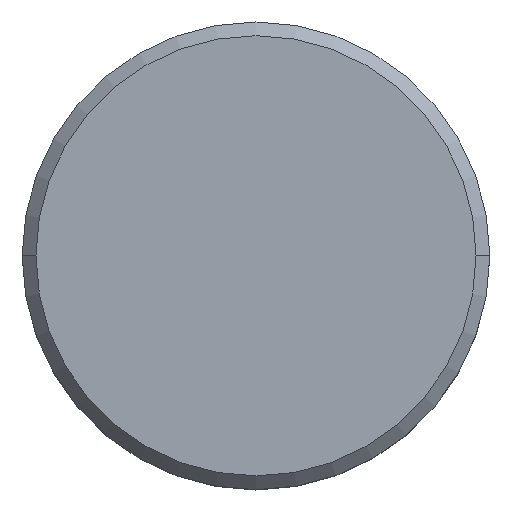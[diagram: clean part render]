
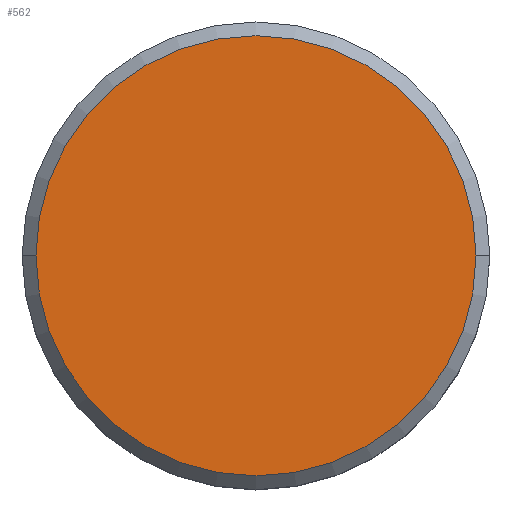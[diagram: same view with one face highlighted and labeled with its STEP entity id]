
A CAD part, top view. The second image highlights one B-rep face of the part: STEP entity #562.
In plain terms, the highlighted planar face has unit normal (0, 0, 1).
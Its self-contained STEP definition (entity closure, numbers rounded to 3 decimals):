
#34 = DIRECTION ( 'NONE',  ( 0., 0., 1. ) ) ;
#90 = CIRCLE ( 'NONE', #218, 8. ) ;
#106 = EDGE_CURVE ( 'NONE', #315, #409, #90, .T. ) ;
#118 = EDGE_CURVE ( 'NONE', #409, #315, #313, .T. ) ;
#205 = DIRECTION ( 'NONE',  ( 1., 0., 0. ) ) ;
#218 = AXIS2_PLACEMENT_3D ( 'NONE', #366, #541, #537 ) ;
#264 = CARTESIAN_POINT ( 'NONE',  ( 0., 0., 0. ) ) ;
#313 = CIRCLE ( 'NONE', #526, 8. ) ;
#315 = VERTEX_POINT ( 'NONE', #584 ) ;
#317 = DIRECTION ( 'NONE',  ( 1., 0., 0. ) ) ;
#345 = PLANE ( 'NONE',  #455 ) ;
#361 = FACE_OUTER_BOUND ( 'NONE', #440, .T. ) ;
#366 = CARTESIAN_POINT ( 'NONE',  ( 0., 0., 0. ) ) ;
#392 = CARTESIAN_POINT ( 'NONE',  ( -8., 0., 0. ) ) ;
#409 = VERTEX_POINT ( 'NONE', #392 ) ;
#440 = EDGE_LOOP ( 'NONE', ( #500, #505 ) ) ;
#441 = CARTESIAN_POINT ( 'NONE',  ( 0., 0., 0. ) ) ;
#455 = AXIS2_PLACEMENT_3D ( 'NONE', #441, #517, #205 ) ;
#500 = ORIENTED_EDGE ( 'NONE', *, *, #118, .T. ) ;
#505 = ORIENTED_EDGE ( 'NONE', *, *, #106, .T. ) ;
#517 = DIRECTION ( 'NONE',  ( 0., 0., 1. ) ) ;
#526 = AXIS2_PLACEMENT_3D ( 'NONE', #264, #34, #317 ) ;
#537 = DIRECTION ( 'NONE',  ( 1., 0., 0. ) ) ;
#541 = DIRECTION ( 'NONE',  ( 0., 0., 1. ) ) ;
#562 = ADVANCED_FACE ( 'NONE', ( #361 ), #345, .T. ) ;
#584 = CARTESIAN_POINT ( 'NONE',  ( 8., 0., 0. ) ) ;
